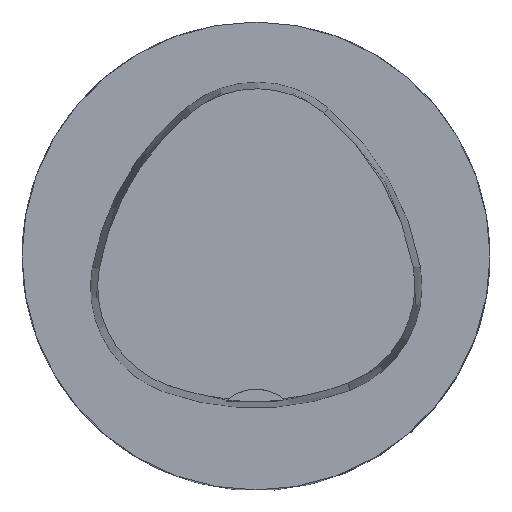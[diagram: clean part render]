
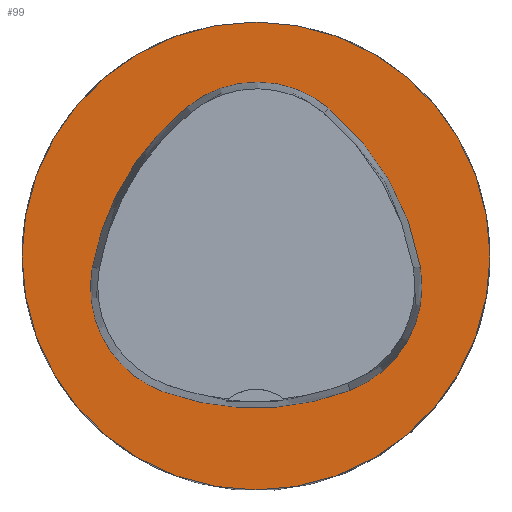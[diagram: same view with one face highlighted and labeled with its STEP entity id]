
A CAD part, top view. The second image highlights one B-rep face of the part: STEP entity #99.
In plain terms, the highlighted planar face has unit normal (0, 0, 1).
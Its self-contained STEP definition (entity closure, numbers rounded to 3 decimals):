
#33=PLANE('',#588);
#99=ADVANCED_FACE('',(#167,#168),#33,.T.);
#130=CIRCLE('',#560,31.5);
#131=CIRCLE('',#566,36.);
#133=CIRCLE('',#569,15.);
#135=CIRCLE('',#572,36.);
#137=CIRCLE('',#575,15.);
#141=CIRCLE('',#580,36.);
#143=CIRCLE('',#583,15.);
#167=FACE_BOUND('',#186,.T.);
#168=FACE_BOUND('',#187,.T.);
#186=EDGE_LOOP('',(#276,#277,#278,#279,#280,#281));
#187=EDGE_LOOP('',(#282));
#276=ORIENTED_EDGE('',*,*,#447,.T.);
#277=ORIENTED_EDGE('',*,*,#427,.T.);
#278=ORIENTED_EDGE('',*,*,#431,.T.);
#279=ORIENTED_EDGE('',*,*,#434,.T.);
#280=ORIENTED_EDGE('',*,*,#437,.T.);
#281=ORIENTED_EDGE('',*,*,#445,.T.);
#282=ORIENTED_EDGE('',*,*,#417,.F.);
#370=VERTEX_POINT('',#829);
#380=VERTEX_POINT('',#893);
#381=VERTEX_POINT('',#894);
#384=VERTEX_POINT('',#902);
#386=VERTEX_POINT('',#908);
#388=VERTEX_POINT('',#914);
#395=VERTEX_POINT('',#935);
#417=EDGE_CURVE('',#370,#370,#130,.T.);
#427=EDGE_CURVE('',#380,#381,#131,.T.);
#431=EDGE_CURVE('',#381,#384,#133,.T.);
#434=EDGE_CURVE('',#384,#386,#135,.T.);
#437=EDGE_CURVE('',#386,#388,#137,.T.);
#445=EDGE_CURVE('',#388,#395,#141,.T.);
#447=EDGE_CURVE('',#395,#380,#143,.T.);
#560=AXIS2_PLACEMENT_3D('',#828,#648,#649);
#566=AXIS2_PLACEMENT_3D('',#892,#664,#665);
#569=AXIS2_PLACEMENT_3D('',#901,#672,#673);
#572=AXIS2_PLACEMENT_3D('',#907,#679,#680);
#575=AXIS2_PLACEMENT_3D('',#913,#686,#687);
#580=AXIS2_PLACEMENT_3D('',#936,#698,#699);
#583=AXIS2_PLACEMENT_3D('',#939,#704,#705);
#588=AXIS2_PLACEMENT_3D('',#944,#714,#715);
#648=DIRECTION('',(0.,0.,-1.));
#649=DIRECTION('',(-1.,0.,0.));
#664=DIRECTION('',(0.,0.,-1.));
#665=DIRECTION('',(-1.,0.,0.));
#672=DIRECTION('',(0.,0.,-1.));
#673=DIRECTION('',(-1.,0.,0.));
#679=DIRECTION('',(0.,0.,-1.));
#680=DIRECTION('',(-1.,0.,0.));
#686=DIRECTION('',(0.,0.,-1.));
#687=DIRECTION('',(-1.,0.,0.));
#698=DIRECTION('',(0.,0.,-1.));
#699=DIRECTION('',(-1.,0.,0.));
#704=DIRECTION('',(0.,0.,-1.));
#705=DIRECTION('',(-1.,0.,0.));
#714=DIRECTION('',(0.,0.,1.));
#715=DIRECTION('',(1.,0.,0.));
#828=CARTESIAN_POINT('',(0.,0.,0.));
#829=CARTESIAN_POINT('',(-31.5,0.,0.));
#892=CARTESIAN_POINT('',(13.398,-7.893,0.));
#893=CARTESIAN_POINT('',(-22.041,-1.562,0.));
#894=CARTESIAN_POINT('',(-9.317,20.036,0.));
#901=CARTESIAN_POINT('',(0.148,8.399,0.));
#902=CARTESIAN_POINT('',(9.779,19.898,0.));
#907=CARTESIAN_POINT('',(-13.337,-7.7,0.));
#908=CARTESIAN_POINT('',(22.122,-1.48,0.));
#913=CARTESIAN_POINT('',(7.347,-4.071,0.));
#914=CARTESIAN_POINT('',(12.693,-18.087,0.));
#935=CARTESIAN_POINT('',(-12.373,-18.307,0.));
#936=CARTESIAN_POINT('',(-0.137,15.55,0.));
#939=CARTESIAN_POINT('',(-7.275,-4.2,0.));
#944=CARTESIAN_POINT('',(0.,0.,0.));
